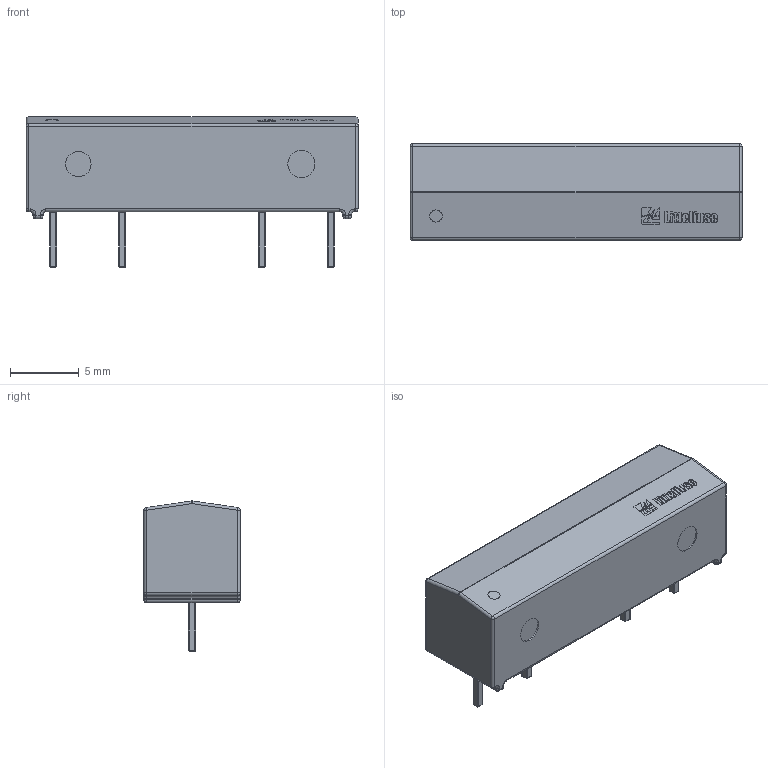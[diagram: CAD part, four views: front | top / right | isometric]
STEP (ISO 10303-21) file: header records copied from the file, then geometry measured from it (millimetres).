
FILE_DESCRIPTION(/* description */ (''),/* implementation_level */ '2;1');
FILE_NAME(/* name */ 'HE3321.stp',/* time_stamp */ '2021-02-17T19:19:32+02:00',/* author */ ('pc'),/* organization */ (''),/* preprocessor_version */ 'ST-DEVELOPER v17',/* originating_system */ 'Autodesk Inventor 2019',/* authorisation */ '');
FILE_SCHEMA (('AUTOMOTIVE_DESIGN { 1 0 10303 214 3 1 1 }'));
Products named in the file (5): HE3321; 2; Leads; Littelfuse; marking
Assembly tree (4 placements, depth 2):
  HE3321
    2
    Leads
    Littelfuse
    marking
Bounding box: 24.13 x 7 x 10.91 mm (x, y, z)
Volume: 1128.4 mm3; surface area: 783.9 mm2
Topology: 20 solids, 20 shells, 394 faces, 884 edges, 534 vertices
Faces by surface type: plane 204, cylinder 92, sphere 50, bspline 40, torus 8
Full cylindrical faces by diameter (mm): 0.887 x1, 1.845 x2, 1.975 x2
Entity records: 11230 total; most frequent: CARTESIAN_POINT 2430, ORIENTED_EDGE 1768, DIRECTION 1724, EDGE_CURVE 884, LINE 612, VECTOR 612, AXIS2_PLACEMENT_3D 556, VERTEX_POINT 534
